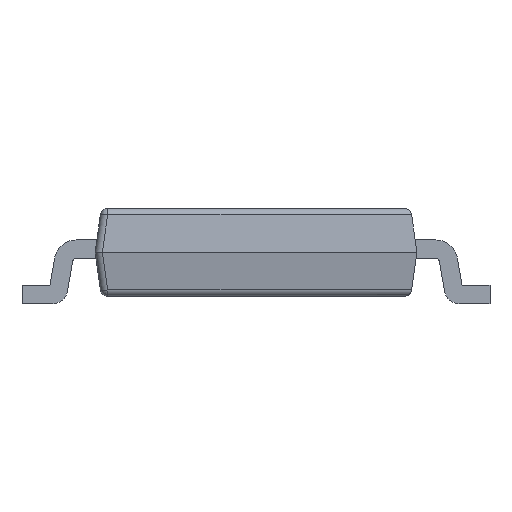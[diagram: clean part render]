
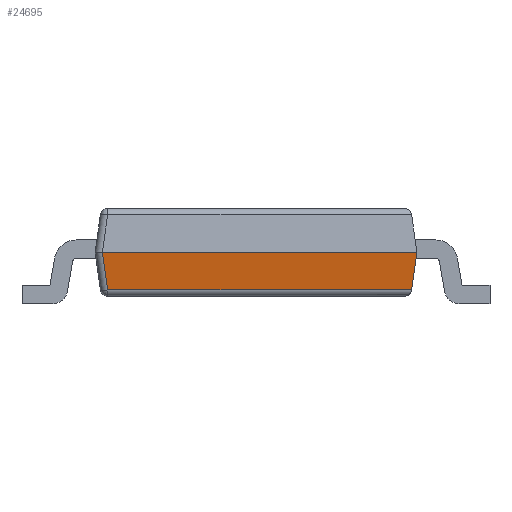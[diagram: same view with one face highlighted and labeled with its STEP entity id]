
A CAD part, left-side view. The second image highlights one B-rep face of the part: STEP entity #24695.
In plain terms, the highlighted planar face has unit normal (-0.99, 0, -0.139).
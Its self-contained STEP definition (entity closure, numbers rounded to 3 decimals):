
#1236 = AXIS2_PLACEMENT_3D ( 'NONE', #14738, #15051, #5260 ) ;
#1280 = DIRECTION ( 'NONE',  ( 0., -1., 0. ) ) ;
#2565 = VECTOR ( 'NONE', #8694, 1000. ) ;
#3075 = ORIENTED_EDGE ( 'NONE', *, *, #26182, .T. ) ;
#3631 = ORIENTED_EDGE ( 'NONE', *, *, #10148, .T. ) ;
#4336 = DIRECTION ( 'NONE',  ( -0.138, -0.138, 0.981 ) ) ;
#4786 = ORIENTED_EDGE ( 'NONE', *, *, #5446, .F. ) ;
#5260 = DIRECTION ( 'NONE',  ( -0.139, 0., 0.99 ) ) ;
#5446 = EDGE_CURVE ( 'NONE', #9082, #19081, #16848, .T. ) ;
#5509 = CARTESIAN_POINT ( 'NONE',  ( -2.5, 2.101, 0. ) ) ;
#6081 = EDGE_LOOP ( 'NONE', ( #21009, #3075, #3631, #4786 ) ) ;
#7467 = CARTESIAN_POINT ( 'NONE',  ( -2.5, 2.2, 0. ) ) ;
#8694 = DIRECTION ( 'NONE',  ( 0.138, -0.138, -0.981 ) ) ;
#9082 = VERTEX_POINT ( 'NONE', #5509 ) ;
#10148 = EDGE_CURVE ( 'NONE', #30441, #19081, #13872, .T. ) ;
#10220 = DIRECTION ( 'NONE',  ( 0., -1., 0. ) ) ;
#10815 = LINE ( 'NONE', #20178, #2565 ) ;
#13412 = CARTESIAN_POINT ( 'NONE',  ( -2.416, -2.116, -0.595 ) ) ;
#13872 = LINE ( 'NONE', #13412, #28553 ) ;
#14547 = VECTOR ( 'NONE', #10220, 1000. ) ;
#14738 = CARTESIAN_POINT ( 'NONE',  ( -2.5, 2.2, 0. ) ) ;
#15051 = DIRECTION ( 'NONE',  ( -0.99, 0., -0.139 ) ) ;
#16848 = LINE ( 'NONE', #7467, #14547 ) ;
#17507 = CARTESIAN_POINT ( 'NONE',  ( -2.5, -2.2, 0. ) ) ;
#19081 = VERTEX_POINT ( 'NONE', #17507 ) ;
#19721 = CARTESIAN_POINT ( 'NONE',  ( -2.428, 2.029, -0.514 ) ) ;
#20178 = CARTESIAN_POINT ( 'NONE',  ( -2.502, 2.103, 0.013 ) ) ;
#20444 = VERTEX_POINT ( 'NONE', #19721 ) ;
#21009 = ORIENTED_EDGE ( 'NONE', *, *, #21757, .T. ) ;
#21757 = EDGE_CURVE ( 'NONE', #9082, #20444, #10815, .T. ) ;
#22360 = CARTESIAN_POINT ( 'NONE',  ( -2.428, -2.116, -0.514 ) ) ;
#24277 = FACE_OUTER_BOUND ( 'NONE', #6081, .T. ) ;
#24525 = LINE ( 'NONE', #22360, #28806 ) ;
#24695 = ADVANCED_FACE ( 'NONE', ( #24277 ), #29245, .T. ) ;
#24891 = CARTESIAN_POINT ( 'NONE',  ( -2.428, -2.128, -0.514 ) ) ;
#26182 = EDGE_CURVE ( 'NONE', #20444, #30441, #24525, .T. ) ;
#28553 = VECTOR ( 'NONE', #4336, 1000. ) ;
#28806 = VECTOR ( 'NONE', #1280, 1000. ) ;
#29245 = PLANE ( 'NONE',  #1236 ) ;
#30441 = VERTEX_POINT ( 'NONE', #24891 ) ;
